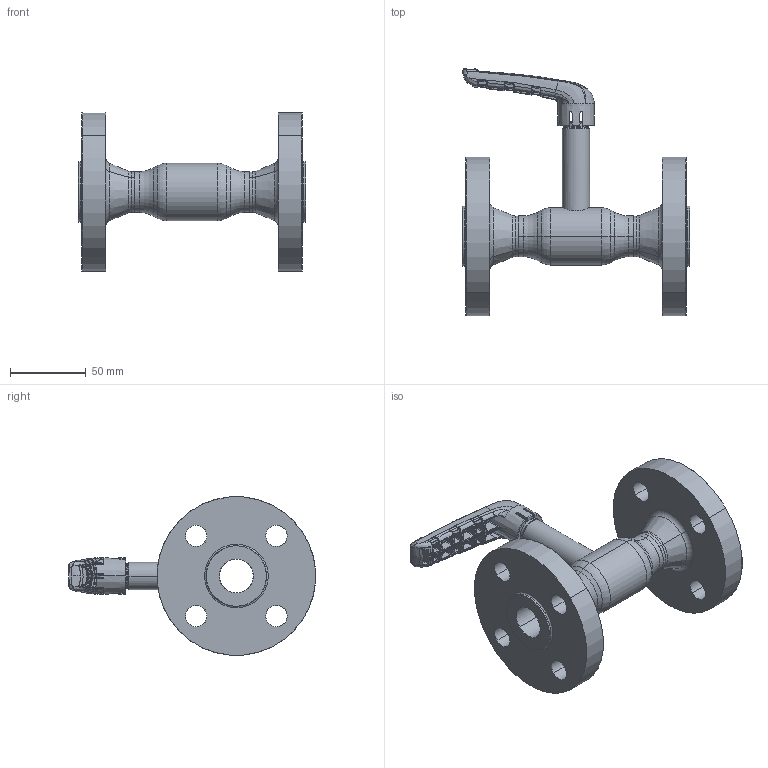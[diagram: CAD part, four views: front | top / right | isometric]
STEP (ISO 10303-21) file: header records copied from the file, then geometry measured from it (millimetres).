
FILE_DESCRIPTION (( 'STEP AP214' ), '1' );
FILE_NAME ('1020005001-xxxx.step', '2019-05-10T10:45:03', ( '' ), ( '' ), 'SwSTEP 2.0', 'SolidWorks 2017', '' );
FILE_SCHEMA (( 'AUTOMOTIVE_DESIGN' ));
Length unit declared in the file: millimetre
Products named in the file (1): 1020005001-xxxx
Bounding box: 150 x 163.18 x 104.6 mm (x, y, z)
Surface area: 75677.9 mm2 (no closed solid volume)
Topology: 0 solids, 8 shells, 735 faces, 2306 edges, 1466 vertices
Faces by surface type: bspline 535, cone 69, cylinder 52, plane 50, torus 29
Entity records: 62093 total; most frequent: CARTESIAN_POINT 38823, ORIENTED_EDGE 3741, EDGE_CURVE 2292, DIRECTION 1742, B_SPLINE_CURVE_WITH_KNOTS 1517, VERTEX_POINT 1466, EDGE_LOOP 776, AXIS2_PLACEMENT_3D 768
